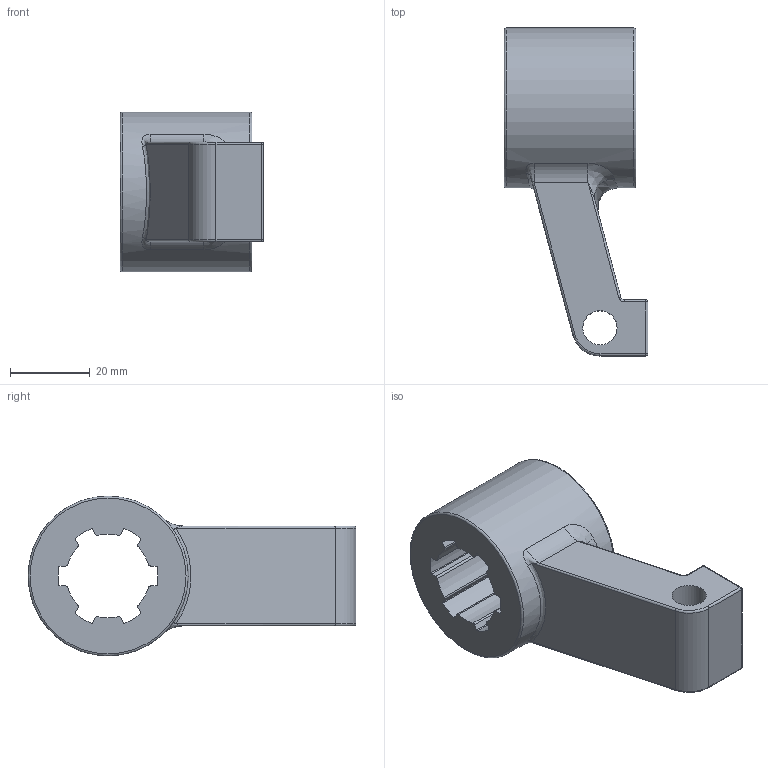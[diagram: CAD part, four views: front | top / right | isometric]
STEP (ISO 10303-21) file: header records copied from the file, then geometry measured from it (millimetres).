
FILE_DESCRIPTION(/* description */ (''),/* implementation_level */ '2;1');
FILE_NAME(/* name */ 'Gegen_Dosierstueck_CWL_PLUS_101581.stp',/* time_stamp */ '2021-11-09T12:44:36+01:00',/* author */ ('002230'),/* organization */ (''),/* preprocessor_version */ 'ST-DEVELOPER v18.1',/* originating_system */ 'Autodesk Inventor 2022',/* authorisation */ '');
FILE_SCHEMA (('AUTOMOTIVE_DESIGN { 1 0 10303 214 3 1 1 }'));
Length unit declared in the file: millimetre
Products named in the file (1): cwdst02b
Bounding box: 36 x 82 x 40 mm (x, y, z)
Volume: 43967.6 mm3; surface area: 13033.3 mm2
Topology: 1 solids, 1 shells, 93 faces, 244 edges, 153 vertices
Faces by surface type: cylinder 55, plane 21, torus 6, bspline 6, sphere 4, cone 1
Full cylindrical faces by diameter (mm): 4 x1, 8.566 x1, 40 x1
Entity records: 3476 total; most frequent: CARTESIAN_POINT 1062, DIRECTION 533, ORIENTED_EDGE 488, EDGE_CURVE 244, AXIS2_PLACEMENT_3D 212, VERTEX_POINT 153, CIRCLE 120, LINE 109
